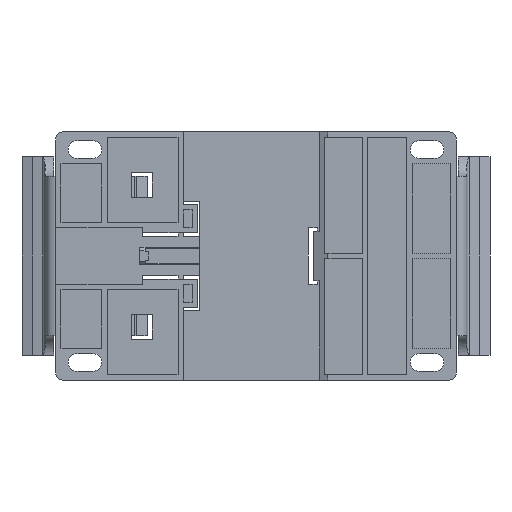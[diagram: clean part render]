
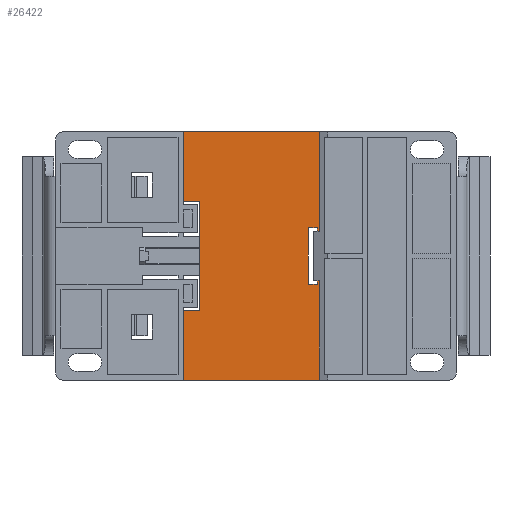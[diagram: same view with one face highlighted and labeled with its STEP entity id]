
A CAD part, front view. The second image highlights one B-rep face of the part: STEP entity #26422.
In plain terms, the highlighted planar face has unit normal (0, -1, 0).
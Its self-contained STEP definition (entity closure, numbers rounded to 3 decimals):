
#9327=DIRECTION('',(0.,0.,-1.));
#9328=VECTOR('',#9327,31.);
#9329=CARTESIAN_POINT('',(-15.9,5.4,15.5));
#9330=LINE('',#9329,#9328);
#9355=DIRECTION('',(1.,0.,0.));
#9356=VECTOR('',#9355,4.6);
#9357=CARTESIAN_POINT('',(-20.5,5.4,15.5));
#9358=LINE('',#9357,#9356);
#9359=DIRECTION('',(1.,0.,0.));
#9360=VECTOR('',#9359,38.3);
#9361=CARTESIAN_POINT('',(-20.5,5.4,35.));
#9362=LINE('',#9361,#9360);
#9363=DIRECTION('',(0.,0.,1.));
#9364=VECTOR('',#9363,28.);
#9365=CARTESIAN_POINT('',(17.8,5.4,7.));
#9366=LINE('',#9365,#9364);
#9367=DIRECTION('',(-1.,0.,0.));
#9368=VECTOR('',#9367,0.5);
#9369=CARTESIAN_POINT('',(17.8,5.4,7.));
#9370=LINE('',#9369,#9368);
#9371=DIRECTION('',(0.,0.,1.));
#9372=VECTOR('',#9371,1.);
#9373=CARTESIAN_POINT('',(17.3,5.4,7.));
#9374=LINE('',#9373,#9372);
#9375=DIRECTION('',(-1.,0.,0.));
#9376=VECTOR('',#9375,2.5);
#9377=CARTESIAN_POINT('',(17.3,5.4,8.));
#9378=LINE('',#9377,#9376);
#9379=DIRECTION('',(0.,0.,-1.));
#9380=VECTOR('',#9379,16.);
#9381=CARTESIAN_POINT('',(14.8,5.4,8.));
#9382=LINE('',#9381,#9380);
#9383=DIRECTION('',(-1.,0.,0.));
#9384=VECTOR('',#9383,2.5);
#9385=CARTESIAN_POINT('',(17.3,5.4,-8.));
#9386=LINE('',#9385,#9384);
#9387=DIRECTION('',(0.,0.,1.));
#9388=VECTOR('',#9387,1.);
#9389=CARTESIAN_POINT('',(17.3,5.4,-8.));
#9390=LINE('',#9389,#9388);
#9391=DIRECTION('',(-1.,0.,0.));
#9392=VECTOR('',#9391,0.5);
#9393=CARTESIAN_POINT('',(17.8,5.4,-7.));
#9394=LINE('',#9393,#9392);
#9395=DIRECTION('',(0.,0.,1.));
#9396=VECTOR('',#9395,28.);
#9397=CARTESIAN_POINT('',(17.8,5.4,-35.));
#9398=LINE('',#9397,#9396);
#9399=DIRECTION('',(-1.,0.,0.));
#9400=VECTOR('',#9399,38.3);
#9401=CARTESIAN_POINT('',(17.8,5.4,-35.));
#9402=LINE('',#9401,#9400);
#9403=DIRECTION('',(1.,0.,0.));
#9404=VECTOR('',#9403,4.6);
#9405=CARTESIAN_POINT('',(-20.5,5.4,-15.5));
#9406=LINE('',#9405,#9404);
#9419=DIRECTION('',(0.,0.,-1.));
#9420=VECTOR('',#9419,19.5);
#9421=CARTESIAN_POINT('',(-20.5,5.4,-15.5));
#9422=LINE('',#9421,#9420);
#9431=DIRECTION('',(0.,0.,-1.));
#9432=VECTOR('',#9431,19.5);
#9433=CARTESIAN_POINT('',(-20.5,5.4,35.));
#9434=LINE('',#9433,#9432);
#11689=CARTESIAN_POINT('',(-20.5,5.4,-35.));
#11691=VERTEX_POINT('',#11689);
#11693=CARTESIAN_POINT('',(-20.5,5.4,35.));
#11695=VERTEX_POINT('',#11693);
#11704=CARTESIAN_POINT('',(17.8,5.4,35.));
#11705=VERTEX_POINT('',#11704);
#11706=CARTESIAN_POINT('',(17.8,5.4,-35.));
#11707=VERTEX_POINT('',#11706);
#11708=CARTESIAN_POINT('',(17.8,5.4,-7.));
#11709=VERTEX_POINT('',#11708);
#11710=CARTESIAN_POINT('',(17.8,5.4,7.));
#11711=VERTEX_POINT('',#11710);
#13655=CARTESIAN_POINT('',(-20.5,5.4,15.5));
#13656=CARTESIAN_POINT('',(-15.9,5.4,15.5));
#13657=VERTEX_POINT('',#13655);
#13658=VERTEX_POINT('',#13656);
#13659=CARTESIAN_POINT('',(-20.5,5.4,-15.5));
#13660=CARTESIAN_POINT('',(-15.9,5.4,-15.5));
#13661=VERTEX_POINT('',#13659);
#13662=VERTEX_POINT('',#13660);
#13663=CARTESIAN_POINT('',(14.8,5.4,8.));
#13664=CARTESIAN_POINT('',(14.8,5.4,-8.));
#13665=VERTEX_POINT('',#13663);
#13666=VERTEX_POINT('',#13664);
#13667=CARTESIAN_POINT('',(17.3,5.4,-8.));
#13668=VERTEX_POINT('',#13667);
#13669=CARTESIAN_POINT('',(17.3,5.4,8.));
#13670=VERTEX_POINT('',#13669);
#13715=CARTESIAN_POINT('',(17.3,5.4,-7.));
#13716=VERTEX_POINT('',#13715);
#13717=CARTESIAN_POINT('',(17.3,5.4,7.));
#13718=VERTEX_POINT('',#13717);
#26387=CARTESIAN_POINT('',(0.,5.4,-35.));
#26388=DIRECTION('',(0.,-1.,0.));
#26389=DIRECTION('',(0.,0.,1.));
#26390=AXIS2_PLACEMENT_3D('',#26387,#26388,#26389);
#26391=PLANE('',#26390);
#26392=ORIENTED_EDGE('',*,*,#26330,.F.);
#26393=ORIENTED_EDGE('',*,*,#26378,.F.);
#26395=ORIENTED_EDGE('',*,*,#26394,.F.);
#26396=ORIENTED_EDGE('',*,*,#24547,.T.);
#26398=ORIENTED_EDGE('',*,*,#26397,.F.);
#26400=ORIENTED_EDGE('',*,*,#26399,.T.);
#26402=ORIENTED_EDGE('',*,*,#26401,.T.);
#26404=ORIENTED_EDGE('',*,*,#26403,.T.);
#26406=ORIENTED_EDGE('',*,*,#26405,.T.);
#26408=ORIENTED_EDGE('',*,*,#26407,.F.);
#26410=ORIENTED_EDGE('',*,*,#26409,.T.);
#26412=ORIENTED_EDGE('',*,*,#26411,.F.);
#26414=ORIENTED_EDGE('',*,*,#26413,.F.);
#26415=ORIENTED_EDGE('',*,*,#14592,.T.);
#26417=ORIENTED_EDGE('',*,*,#26416,.F.);
#26419=ORIENTED_EDGE('',*,*,#26418,.T.);
#26420=EDGE_LOOP('',(#26392,#26393,#26395,#26396,#26398,#26400,#26402,#26404,
#26406,#26408,#26410,#26412,#26414,#26415,#26417,#26419));
#26421=FACE_OUTER_BOUND('',#26420,.F.);
#26422=ADVANCED_FACE('',(#26421),#26391,.T.);
#14592=EDGE_CURVE('',#11707,#11691,#9402,.T.);
#24547=EDGE_CURVE('',#11695,#11705,#9362,.T.);
#26330=EDGE_CURVE('',#13658,#13662,#9330,.T.);
#26378=EDGE_CURVE('',#13657,#13658,#9358,.T.);
#26394=EDGE_CURVE('',#11695,#13657,#9434,.T.);
#26397=EDGE_CURVE('',#11711,#11705,#9366,.T.);
#26399=EDGE_CURVE('',#11711,#13718,#9370,.T.);
#26401=EDGE_CURVE('',#13718,#13670,#9374,.T.);
#26403=EDGE_CURVE('',#13670,#13665,#9378,.T.);
#26405=EDGE_CURVE('',#13665,#13666,#9382,.T.);
#26407=EDGE_CURVE('',#13668,#13666,#9386,.T.);
#26409=EDGE_CURVE('',#13668,#13716,#9390,.T.);
#26411=EDGE_CURVE('',#11709,#13716,#9394,.T.);
#26413=EDGE_CURVE('',#11707,#11709,#9398,.T.);
#26416=EDGE_CURVE('',#13661,#11691,#9422,.T.);
#26418=EDGE_CURVE('',#13661,#13662,#9406,.T.);
